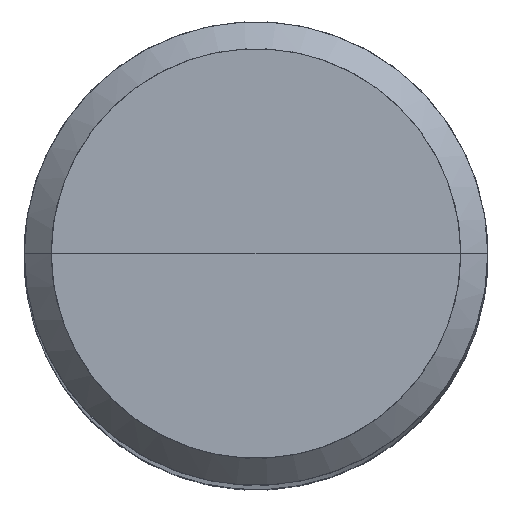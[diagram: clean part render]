
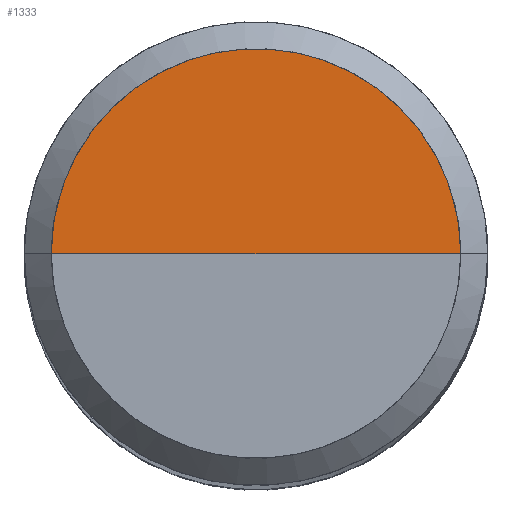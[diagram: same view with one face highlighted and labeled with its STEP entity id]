
A CAD part, top view. The second image highlights one B-rep face of the part: STEP entity #1333.
In plain terms, the highlighted free-form (B-spline) face has degree [1, 2] with [2, 5] control points.
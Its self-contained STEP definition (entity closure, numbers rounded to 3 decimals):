
#1070=CARTESIAN_POINT('',(5.3,0.0,57.0));
#1071=CARTESIAN_POINT('',(5.3,5.3,57.0));
#1072=CARTESIAN_POINT('',(0.0,5.3,57.0));
#1073=CARTESIAN_POINT('',(-5.3,5.3,57.0));
#1074=CARTESIAN_POINT('',(-5.3,0.0,57.0));
#1075=CARTESIAN_POINT('',(0.0,0.0,57.0));
#1318=(
BOUNDED_SURFACE()
B_SPLINE_SURFACE(1,2,(
(#1070,#1071,#1072,#1073,#1074),
(#1075,#1075,#1075,#1075,#1075)
), .UNSPECIFIED.,.F.,.F.,.F.)
B_SPLINE_SURFACE_WITH_KNOTS((2,2),(3,2,3),(
0.0,1.0),(
0.0,0.5,1.0), .UNSPECIFIED.)
GEOMETRIC_REPRESENTATION_ITEM()
RATIONAL_B_SPLINE_SURFACE(((1.0,0.707,1.0,0.707,1.0),
(1.0,0.707,1.0,0.707,1.0)
))
REPRESENTATION_ITEM('')
SURFACE()
);
#1319=(
BOUNDED_CURVE()
B_SPLINE_CURVE(2,(#1074,#1073,#1072,#1071,#1070),.UNSPECIFIED.,.F.,.F.)
B_SPLINE_CURVE_WITH_KNOTS((3,2,3),
(0.0,0.5,1.0),.UNSPECIFIED.)
CURVE()
GEOMETRIC_REPRESENTATION_ITEM()
RATIONAL_B_SPLINE_CURVE((1.0,0.707,1.0,0.707,1.0))
REPRESENTATION_ITEM('')
);
#1320=(
BOUNDED_CURVE()
B_SPLINE_CURVE(1,(#1070,#1075),.UNSPECIFIED.,.F.,.F.)
B_SPLINE_CURVE_WITH_KNOTS((2,2),
(0.0,1.0),.UNSPECIFIED.)
CURVE()
GEOMETRIC_REPRESENTATION_ITEM()
RATIONAL_B_SPLINE_CURVE((1.0,1.0))
REPRESENTATION_ITEM('')
);
#1321=(
BOUNDED_CURVE()
B_SPLINE_CURVE(1,(#1075,#1074),.UNSPECIFIED.,.F.,.F.)
B_SPLINE_CURVE_WITH_KNOTS((2,2),
(0.0,1.0),.UNSPECIFIED.)
CURVE()
GEOMETRIC_REPRESENTATION_ITEM()
RATIONAL_B_SPLINE_CURVE((1.0,1.0))
REPRESENTATION_ITEM('')
);
#1322=VERTEX_POINT('',#1070);
#1323=VERTEX_POINT('',#1074);
#1324=VERTEX_POINT('',#1075);
#1325=EDGE_CURVE('',#1323,#1322,#1319,.T.);
#1326=EDGE_CURVE('',#1322,#1324,#1320,.T.);
#1327=EDGE_CURVE('',#1324,#1323,#1321,.T.);
#1328=ORIENTED_EDGE('',*,*,#1325,.T.);
#1329=ORIENTED_EDGE('',*,*,#1326,.T.);
#1330=ORIENTED_EDGE('',*,*,#1327,.T.);
#1331=EDGE_LOOP('',(#1328,#1329,#1330));
#1332=FACE_OUTER_BOUND('',#1331,.T.);
#1333=ADVANCED_FACE('',(#1332),#1318,.T.);
